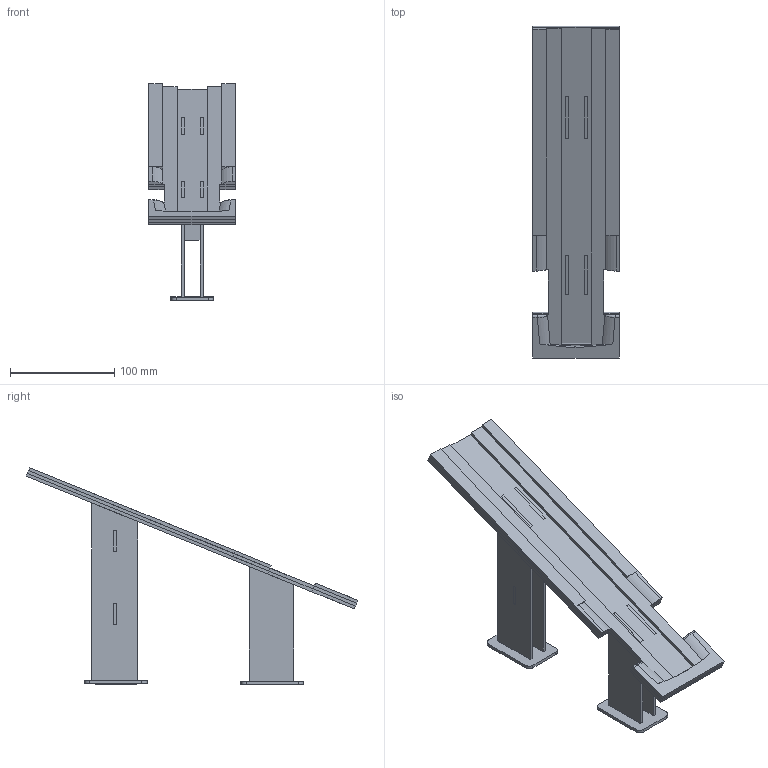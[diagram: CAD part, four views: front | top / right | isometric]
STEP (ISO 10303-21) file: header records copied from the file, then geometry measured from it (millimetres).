
FILE_DESCRIPTION(/* description */ (''),/* implementation_level */ '2;1');
FILE_NAME(/* name */ 'PCBDispenser.step',/* time_stamp */ '2023-04-18T21:03:35+02:00',/* author */ (''),/* organization */ (''),/* preprocessor_version */ 'ST-DEVELOPER v19.2',/* originating_system */ 'Autodesk Translation Framework v12.4.0.73',/* authorisation */ '');
FILE_SCHEMA (('AUTOMOTIVE_DESIGN { 1 0 10303 214 3 1 1 }'));
Length unit declared in the file: millimetre
Products named in the file (2): PCBDispenser; Component18
Assembly tree (1 placements, depth 2):
  PCBDispenser
    Component18
Bounding box: 83.38 x 318.61 x 208.07 mm (x, y, z)
Volume: 245331.6 mm3; surface area: 185682.2 mm2
Topology: 14 solids, 14 shells, 275 faces, 726 edges, 484 vertices
Faces by surface type: plane 254, cylinder 18, bspline 3
Entity records: 8645 total; most frequent: CARTESIAN_POINT 1685, ORIENTED_EDGE 1452, DIRECTION 1300, EDGE_CURVE 726, LINE 682, VECTOR 682, VERTEX_POINT 484, EDGE_LOOP 322
